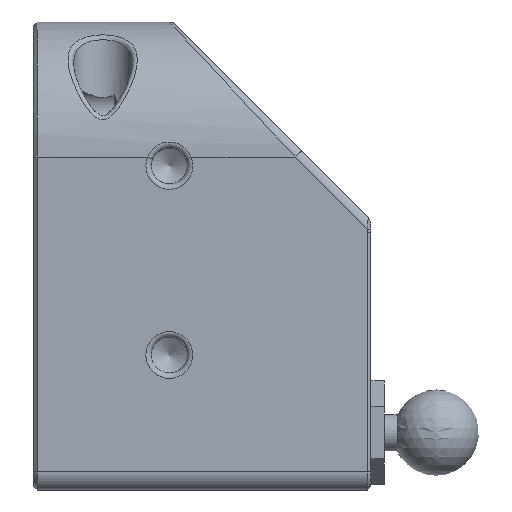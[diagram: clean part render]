
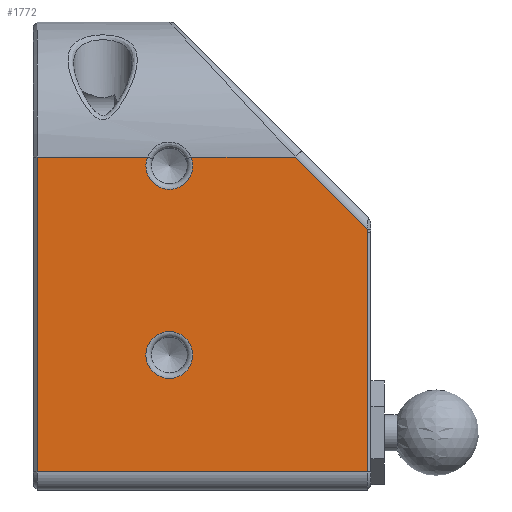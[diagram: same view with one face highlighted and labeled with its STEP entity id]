
A CAD part, left-side view. The second image highlights one B-rep face of the part: STEP entity #1772.
In plain terms, the highlighted planar face has unit normal (-1, 0, 0).
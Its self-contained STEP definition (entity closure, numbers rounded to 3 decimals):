
#76=B_SPLINE_CURVE_WITH_KNOTS('',3,(#2983,#2984,#2985,#2986),
 .UNSPECIFIED.,.F.,.F.,(4,4),(1.291,1.571),
 .UNSPECIFIED.);
#170=FACE_BOUND('',#412,.T.);
#222=CIRCLE('',#1913,2.6);
#226=CIRCLE('',#1918,2.6);
#308=FACE_OUTER_BOUND('',#411,.T.);
#411=EDGE_LOOP('',(#1300,#1301,#1302,#1303,#1304,#1305,#1306,#1307));
#412=EDGE_LOOP('',(#1308));
#553=LINE('',#2975,#665);
#554=LINE('',#2977,#666);
#555=LINE('',#2979,#667);
#556=LINE('',#2981,#668);
#557=LINE('',#2988,#669);
#558=LINE('',#2989,#670);
#665=VECTOR('',#2196,10.);
#666=VECTOR('',#2197,10.);
#667=VECTOR('',#2198,10.);
#668=VECTOR('',#2199,10.);
#669=VECTOR('',#2200,10.);
#670=VECTOR('',#2201,10.);
#805=VERTEX_POINT('',#2963);
#808=VERTEX_POINT('',#2971);
#809=VERTEX_POINT('',#2972);
#810=VERTEX_POINT('',#2974);
#811=VERTEX_POINT('',#2976);
#812=VERTEX_POINT('',#2978);
#813=VERTEX_POINT('',#2980);
#814=VERTEX_POINT('',#2982);
#815=VERTEX_POINT('',#2987);
#996=EDGE_CURVE('',#805,#805,#222,.T.);
#1000=EDGE_CURVE('',#808,#809,#226,.T.);
#1001=EDGE_CURVE('',#808,#810,#553,.T.);
#1002=EDGE_CURVE('',#811,#810,#554,.T.);
#1003=EDGE_CURVE('',#812,#811,#555,.T.);
#1004=EDGE_CURVE('',#813,#812,#556,.T.);
#1005=EDGE_CURVE('',#814,#813,#76,.T.);
#1006=EDGE_CURVE('',#815,#814,#557,.T.);
#1007=EDGE_CURVE('',#815,#809,#558,.T.);
#1300=ORIENTED_EDGE('',*,*,#1000,.F.);
#1301=ORIENTED_EDGE('',*,*,#1001,.T.);
#1302=ORIENTED_EDGE('',*,*,#1002,.F.);
#1303=ORIENTED_EDGE('',*,*,#1003,.F.);
#1304=ORIENTED_EDGE('',*,*,#1004,.F.);
#1305=ORIENTED_EDGE('',*,*,#1005,.F.);
#1306=ORIENTED_EDGE('',*,*,#1006,.F.);
#1307=ORIENTED_EDGE('',*,*,#1007,.T.);
#1308=ORIENTED_EDGE('',*,*,#996,.F.);
#1736=PLANE('',#1917);
#1772=ADVANCED_FACE('',(#308,#170),#1736,.T.);
#1913=AXIS2_PLACEMENT_3D('',#2964,#2184,#2185);
#1917=AXIS2_PLACEMENT_3D('',#2970,#2192,#2193);
#1918=AXIS2_PLACEMENT_3D('',#2973,#2194,#2195);
#2184=DIRECTION('center_axis',(-1.,0.,0.));
#2185=DIRECTION('ref_axis',(0.,1.,0.));
#2192=DIRECTION('center_axis',(-1.,0.,0.));
#2193=DIRECTION('ref_axis',(0.,0.,-1.));
#2194=DIRECTION('center_axis',(-1.,0.,0.));
#2195=DIRECTION('ref_axis',(0.,0.,-1.));
#2196=DIRECTION('',(0.,1.,0.));
#2197=DIRECTION('',(0.,0.,1.));
#2198=DIRECTION('',(0.,1.,0.));
#2199=DIRECTION('',(0.,0.,-1.));
#2200=DIRECTION('',(0.,-0.707,-0.707));
#2201=DIRECTION('',(0.,1.,0.));
#2963=CARTESIAN_POINT('',(-15.,92.245,61.959));
#2964=CARTESIAN_POINT('Origin',(-15.,92.245,59.359));
#2970=CARTESIAN_POINT('Origin',(-15.,107.345,96.359));
#2971=CARTESIAN_POINT('',(-15.,94.645,81.359));
#2972=CARTESIAN_POINT('',(-15.,89.845,81.359));
#2973=CARTESIAN_POINT('Origin',(-15.,92.245,80.359));
#2974=CARTESIAN_POINT('',(-15.,106.945,81.359));
#2975=CARTESIAN_POINT('',(-15.,107.345,81.359));
#2976=CARTESIAN_POINT('',(-15.,106.945,46.359));
#2977=CARTESIAN_POINT('',(-15.,106.945,83.359));
#2978=CARTESIAN_POINT('',(-15.,70.245,46.359));
#2979=CARTESIAN_POINT('',(-15.,107.345,46.359));
#2980=CARTESIAN_POINT('',(-15.,70.245,72.945));
#2981=CARTESIAN_POINT('',(-15.,70.245,83.359));
#2982=CARTESIAN_POINT('',(-15.,70.243,73.343));
#2983=CARTESIAN_POINT('Ctrl Pts',(-15.,70.243,73.343));
#2984=CARTESIAN_POINT('Ctrl Pts',(-15.,70.245,73.208));
#2985=CARTESIAN_POINT('Ctrl Pts',(-15.,70.245,73.077));
#2986=CARTESIAN_POINT('Ctrl Pts',(-15.,70.245,72.945));
#2987=CARTESIAN_POINT('',(-15.,78.259,81.359));
#2988=CARTESIAN_POINT('',(-15.,90.927,94.027));
#2989=CARTESIAN_POINT('',(-15.,107.345,81.359));
